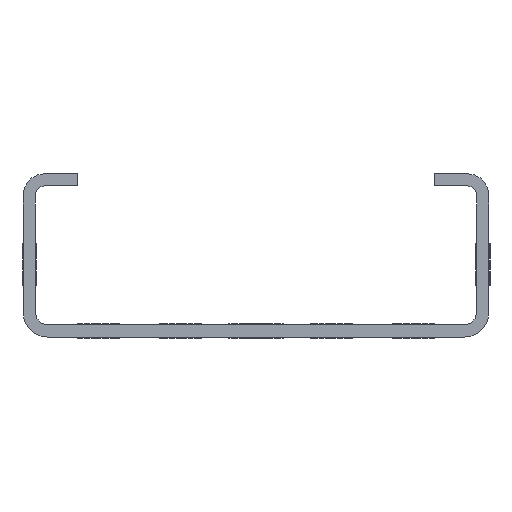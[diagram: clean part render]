
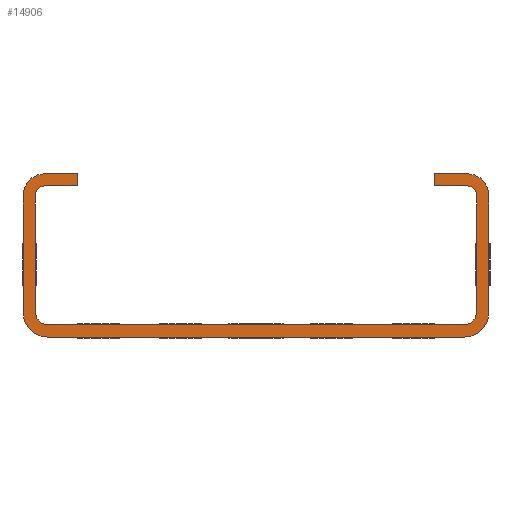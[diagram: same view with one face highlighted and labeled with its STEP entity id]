
A CAD part, left-side view. The second image highlights one B-rep face of the part: STEP entity #14906.
In plain terms, the highlighted planar face has unit normal (-1, 0, 0).
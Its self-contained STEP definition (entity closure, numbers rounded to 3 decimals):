
#1938=FACE_OUTER_BOUND('',#2598,.T.);
#2598=EDGE_LOOP('',(#11756,#11757,#11758,#11759,#11760,#11761,#11762,#11763,
#11764,#11765,#11766,#11767,#11768,#11769,#11770,#11771,#11772,#11773,#11774,
#11775));
#3258=CIRCLE('',#15569,2.);
#3259=CIRCLE('',#15570,2.);
#3260=CIRCLE('',#15571,1.5);
#3261=CIRCLE('',#15572,3.5);
#3262=CIRCLE('',#15573,4.);
#3263=CIRCLE('',#15574,4.);
#3264=CIRCLE('',#15575,3.5);
#3265=CIRCLE('',#15576,1.5);
#4492=LINE('',#22460,#5696);
#4493=LINE('',#22464,#5697);
#4494=LINE('',#22468,#5698);
#4495=LINE('',#22472,#5699);
#4496=LINE('',#22474,#5700);
#4497=LINE('',#22476,#5701);
#4498=LINE('',#22480,#5702);
#4499=LINE('',#22484,#5703);
#4500=LINE('',#22488,#5704);
#4501=LINE('',#22492,#5705);
#4502=LINE('',#22494,#5706);
#4503=LINE('',#22496,#5707);
#5696=VECTOR('',#17466,1.);
#5697=VECTOR('',#17469,1.);
#5698=VECTOR('',#17472,1.);
#5699=VECTOR('',#17475,1.);
#5700=VECTOR('',#17476,1.);
#5701=VECTOR('',#17477,1.);
#5702=VECTOR('',#17480,1.);
#5703=VECTOR('',#17483,1.);
#5704=VECTOR('',#17486,1.);
#5705=VECTOR('',#17489,1.);
#5706=VECTOR('',#17490,1.);
#5707=VECTOR('',#17491,1.);
#6900=VERTEX_POINT('',#22458);
#6901=VERTEX_POINT('',#22459);
#6902=VERTEX_POINT('',#22461);
#6903=VERTEX_POINT('',#22463);
#6904=VERTEX_POINT('',#22465);
#6905=VERTEX_POINT('',#22467);
#6906=VERTEX_POINT('',#22469);
#6907=VERTEX_POINT('',#22471);
#6908=VERTEX_POINT('',#22473);
#6909=VERTEX_POINT('',#22475);
#6910=VERTEX_POINT('',#22477);
#6911=VERTEX_POINT('',#22479);
#6912=VERTEX_POINT('',#22481);
#6913=VERTEX_POINT('',#22483);
#6914=VERTEX_POINT('',#22485);
#6915=VERTEX_POINT('',#22487);
#6916=VERTEX_POINT('',#22489);
#6917=VERTEX_POINT('',#22491);
#6918=VERTEX_POINT('',#22493);
#6919=VERTEX_POINT('',#22495);
#9318=EDGE_CURVE('',#6900,#6901,#4492,.T.);
#9319=EDGE_CURVE('',#6902,#6901,#3258,.T.);
#9320=EDGE_CURVE('',#6902,#6903,#4493,.T.);
#9321=EDGE_CURVE('',#6904,#6903,#3259,.T.);
#9322=EDGE_CURVE('',#6905,#6904,#4494,.T.);
#9323=EDGE_CURVE('',#6906,#6905,#3260,.T.);
#9324=EDGE_CURVE('',#6906,#6907,#4495,.T.);
#9325=EDGE_CURVE('',#6908,#6907,#4496,.F.);
#9326=EDGE_CURVE('',#6909,#6908,#4497,.T.);
#9327=EDGE_CURVE('',#6909,#6910,#3261,.T.);
#9328=EDGE_CURVE('',#6910,#6911,#4498,.T.);
#9329=EDGE_CURVE('',#6911,#6912,#3262,.T.);
#9330=EDGE_CURVE('',#6913,#6912,#4499,.T.);
#9331=EDGE_CURVE('',#6913,#6914,#3263,.T.);
#9332=EDGE_CURVE('',#6915,#6914,#4500,.T.);
#9333=EDGE_CURVE('',#6915,#6916,#3264,.T.);
#9334=EDGE_CURVE('',#6916,#6917,#4501,.T.);
#9335=EDGE_CURVE('',#6917,#6918,#4502,.F.);
#9336=EDGE_CURVE('',#6919,#6918,#4503,.T.);
#9337=EDGE_CURVE('',#6900,#6919,#3265,.T.);
#11756=ORIENTED_EDGE('',*,*,#9318,.T.);
#11757=ORIENTED_EDGE('',*,*,#9319,.F.);
#11758=ORIENTED_EDGE('',*,*,#9320,.T.);
#11759=ORIENTED_EDGE('',*,*,#9321,.F.);
#11760=ORIENTED_EDGE('',*,*,#9322,.F.);
#11761=ORIENTED_EDGE('',*,*,#9323,.F.);
#11762=ORIENTED_EDGE('',*,*,#9324,.T.);
#11763=ORIENTED_EDGE('',*,*,#9325,.F.);
#11764=ORIENTED_EDGE('',*,*,#9326,.F.);
#11765=ORIENTED_EDGE('',*,*,#9327,.T.);
#11766=ORIENTED_EDGE('',*,*,#9328,.T.);
#11767=ORIENTED_EDGE('',*,*,#9329,.T.);
#11768=ORIENTED_EDGE('',*,*,#9330,.F.);
#11769=ORIENTED_EDGE('',*,*,#9331,.T.);
#11770=ORIENTED_EDGE('',*,*,#9332,.F.);
#11771=ORIENTED_EDGE('',*,*,#9333,.T.);
#11772=ORIENTED_EDGE('',*,*,#9334,.T.);
#11773=ORIENTED_EDGE('',*,*,#9335,.T.);
#11774=ORIENTED_EDGE('',*,*,#9336,.F.);
#11775=ORIENTED_EDGE('',*,*,#9337,.F.);
#14254=PLANE('',#15568);
#14906=ADVANCED_FACE('',(#1938),#14254,.T.);
#15568=AXIS2_PLACEMENT_3D('',#22457,#17464,#17465);
#15569=AXIS2_PLACEMENT_3D('',#22462,#17467,#17468);
#15570=AXIS2_PLACEMENT_3D('',#22466,#17470,#17471);
#15571=AXIS2_PLACEMENT_3D('',#22470,#17473,#17474);
#15572=AXIS2_PLACEMENT_3D('',#22478,#17478,#17479);
#15573=AXIS2_PLACEMENT_3D('',#22482,#17481,#17482);
#15574=AXIS2_PLACEMENT_3D('',#22486,#17484,#17485);
#15575=AXIS2_PLACEMENT_3D('',#22490,#17487,#17488);
#15576=AXIS2_PLACEMENT_3D('',#22497,#17492,#17493);
#17464=DIRECTION('center_axis',(-1.,0.,0.));
#17465=DIRECTION('ref_axis',(0.,0.,1.));
#17466=DIRECTION('',(0.,0.,-1.));
#17467=DIRECTION('center_axis',(-1.,0.,0.));
#17468=DIRECTION('ref_axis',(0.,-1.,0.));
#17469=DIRECTION('',(0.,1.,0.));
#17470=DIRECTION('center_axis',(-1.,0.,0.));
#17471=DIRECTION('ref_axis',(0.,0.,-1.));
#17472=DIRECTION('',(0.,0.,-1.));
#17473=DIRECTION('center_axis',(-1.,0.,0.));
#17474=DIRECTION('ref_axis',(0.,1.,0.));
#17475=DIRECTION('',(0.,-1.,0.));
#17476=DIRECTION('',(0.,0.,1.));
#17477=DIRECTION('',(0.,-1.,0.));
#17478=DIRECTION('center_axis',(-1.,0.,0.));
#17479=DIRECTION('ref_axis',(0.,1.,0.));
#17480=DIRECTION('',(0.,0.,-1.));
#17481=DIRECTION('center_axis',(-1.,0.,0.));
#17482=DIRECTION('ref_axis',(0.,0.,-1.));
#17483=DIRECTION('',(0.,1.,0.));
#17484=DIRECTION('center_axis',(-1.,0.,0.));
#17485=DIRECTION('ref_axis',(0.,-1.,0.));
#17486=DIRECTION('',(0.,0.,-1.));
#17487=DIRECTION('center_axis',(-1.,0.,0.));
#17488=DIRECTION('ref_axis',(0.,0.,1.));
#17489=DIRECTION('',(0.,1.,0.));
#17490=DIRECTION('',(0.,0.,1.));
#17491=DIRECTION('',(0.,1.,0.));
#17492=DIRECTION('center_axis',(-1.,0.,0.));
#17493=DIRECTION('ref_axis',(0.,0.,1.));
#22457=CARTESIAN_POINT('Origin',(67.062,139.638,5.711));
#22458=CARTESIAN_POINT('',(67.062,141.638,10.));
#22459=CARTESIAN_POINT('',(67.062,141.638,-9.5));
#22460=CARTESIAN_POINT('',(67.062,141.638,7.856));
#22461=CARTESIAN_POINT('',(67.062,143.638,-11.5));
#22462=CARTESIAN_POINT('Origin',(67.062,143.638,-9.5));
#22463=CARTESIAN_POINT('',(67.062,212.638,-11.5));
#22464=CARTESIAN_POINT('',(67.062,178.138,-11.5));
#22465=CARTESIAN_POINT('',(67.062,214.638,-9.5));
#22466=CARTESIAN_POINT('Origin',(67.062,212.638,-9.5));
#22467=CARTESIAN_POINT('',(67.062,214.638,10.));
#22468=CARTESIAN_POINT('',(67.062,214.638,7.856));
#22469=CARTESIAN_POINT('',(67.062,213.138,11.5));
#22470=CARTESIAN_POINT('Origin',(67.062,213.138,10.));
#22471=CARTESIAN_POINT('',(67.062,207.638,11.5));
#22472=CARTESIAN_POINT('',(67.062,210.388,11.5));
#22473=CARTESIAN_POINT('',(67.062,207.638,13.5));
#22474=CARTESIAN_POINT('',(67.062,207.638,12.5));
#22475=CARTESIAN_POINT('',(67.062,213.138,13.5));
#22476=CARTESIAN_POINT('',(67.062,210.388,13.5));
#22477=CARTESIAN_POINT('',(67.062,216.638,10.));
#22478=CARTESIAN_POINT('Origin',(67.062,213.138,10.));
#22479=CARTESIAN_POINT('',(67.062,216.638,-9.5));
#22480=CARTESIAN_POINT('',(67.062,216.638,7.856));
#22481=CARTESIAN_POINT('',(67.062,212.638,-13.5));
#22482=CARTESIAN_POINT('Origin',(67.062,212.638,-9.5));
#22483=CARTESIAN_POINT('',(67.062,143.638,-13.5));
#22484=CARTESIAN_POINT('',(67.062,178.138,-13.5));
#22485=CARTESIAN_POINT('',(67.062,139.638,-9.5));
#22486=CARTESIAN_POINT('Origin',(67.062,143.638,-9.5));
#22487=CARTESIAN_POINT('',(67.062,139.638,10.));
#22488=CARTESIAN_POINT('',(67.062,139.638,7.856));
#22489=CARTESIAN_POINT('',(67.062,143.138,13.5));
#22490=CARTESIAN_POINT('Origin',(67.062,143.138,10.));
#22491=CARTESIAN_POINT('',(67.062,148.638,13.5));
#22492=CARTESIAN_POINT('',(67.062,145.888,13.5));
#22493=CARTESIAN_POINT('',(67.062,148.638,11.5));
#22494=CARTESIAN_POINT('',(67.062,148.638,12.5));
#22495=CARTESIAN_POINT('',(67.062,143.138,11.5));
#22496=CARTESIAN_POINT('',(67.062,145.888,11.5));
#22497=CARTESIAN_POINT('Origin',(67.062,143.138,10.));
